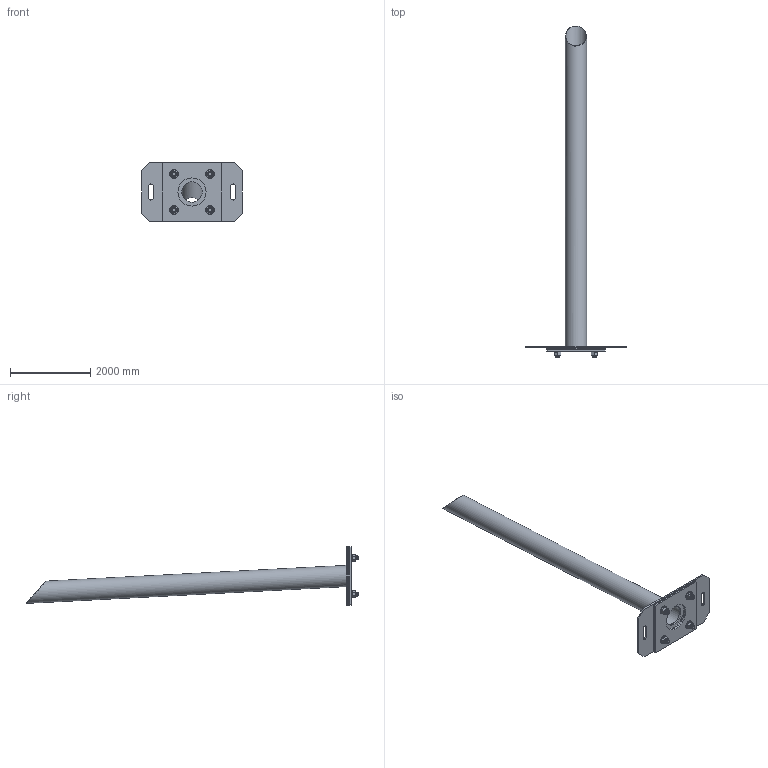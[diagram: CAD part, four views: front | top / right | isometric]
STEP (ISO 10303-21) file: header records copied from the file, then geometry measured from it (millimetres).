
FILE_DESCRIPTION(/* description */ (''),/* implementation_level */ '2;1');
FILE_NAME(/* name */ '15071.050X_3D.stp',/* time_stamp */ '2024-12-11T14:53:47+01:00',/* author */ ('CAD'),/* organization */ (''),/* preprocessor_version */ 'ST-DEVELOPER v20',/* originating_system */ 'AutoCAD Mechanical',/* authorisation */ '');
FILE_SCHEMA (('AUTOMOTIVE_DESIGN { 1 0 10303 214 3 1 1 }'));
Length unit declared in the file: centimetre
Products named in the file (2): Product; *S0
Assembly tree (1 placements, depth 2):
  Product
    *S0
Bounding box: 2500 x 8290 x 1450 mm (x, y, z)
Volume: 402395092.5 mm3; surface area: 44030062.8 mm2
Topology: 13 solids, 13 shells, 245 faces, 533 edges, 315 vertices
Faces by surface type: cone 136, plane 79, cylinder 26, torus 4
Full cylindrical faces by diameter (mm): 83.76 x4, 140 x12, 510 x2, 530 x1, 700 x3
Entity records: 6951 total; most frequent: CARTESIAN_POINT 1468, DIRECTION 1163, ORIENTED_EDGE 1066, EDGE_CURVE 533, AXIS2_PLACEMENT_3D 458, VERTEX_POINT 314, EDGE_LOOP 291, LINE 247
